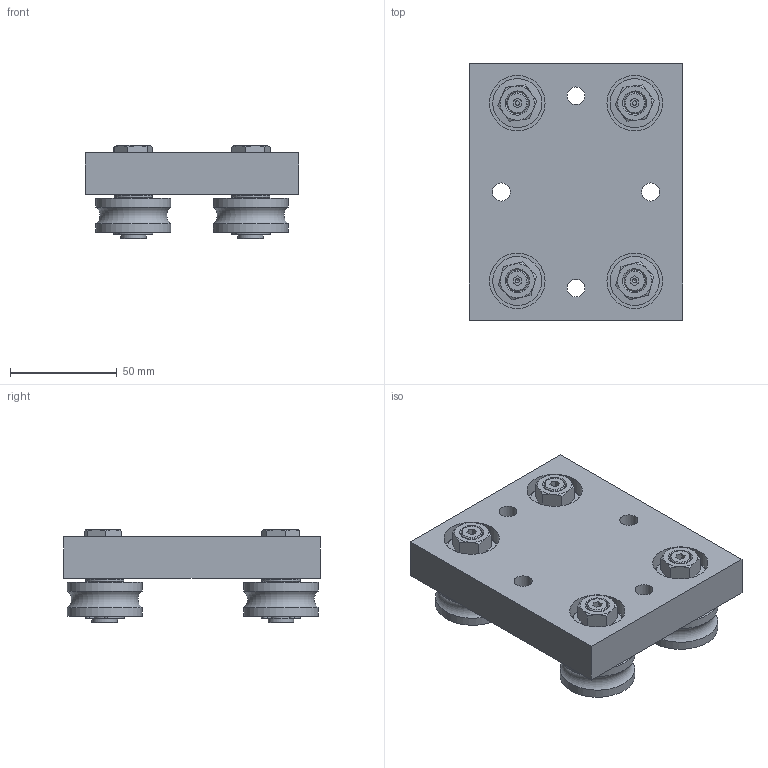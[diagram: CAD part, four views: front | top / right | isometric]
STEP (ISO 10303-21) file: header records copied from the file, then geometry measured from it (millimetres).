
FILE_DESCRIPTION(/* description */ ('CARRO GDS10 60CA00018 L.100 '),/* implementation_level */ '2;1');
FILE_NAME(/* name */ 'GCARO0000240.stp',/* time_stamp */ '2022-07-28T09:24:39+02:00',/* author */ ('tecnico3.vi'),/* organization */ (''),/* preprocessor_version */ 'ST-DEVELOPER v18.1',/* originating_system */ 'Autodesk Inventor 2022',/* authorisation */ '');
FILE_SCHEMA (('AUTOMOTIVE_DESIGN { 1 0 10303 214 3 1 1 }'));
Length unit declared in the file: millimetre
Products named in the file (10): 60CA00018-A; 70PF00296-A; 23.535.01C; 70PE00128-A; GRUGD0000066; 70PE00129-A; 80RT00001-A; CMLTA0000001; Dado M10 UNI5588 FE 310-0; CARRA0000007
Assembly tree (15 placements, depth 3):
  60CA00018-A
    70PF00296-A
    23.535.01C  x2
      70PE00128-A
      80RT00001-A
      CMLTA0000001
      CARRA0000007
      Dado M10 UNI5588 FE 310-0
    GRUGD0000066  x2
      70PE00129-A
      80RT00001-A
      CMLTA0000001
      Dado M10 UNI5588 FE 310-0
      CARRA0000007
Bounding box: 100 x 120 x 44 mm (x, y, z)
Volume: 281328.1 mm3; surface area: 78215.2 mm2
Topology: 29 solids, 29 shells, 402 faces, 856 edges, 544 vertices
Faces by surface type: plane 166, cylinder 148, cone 84, torus 4
Full cylindrical faces by diameter (mm): 2 x4, 8.376 x2, 8.5 x2, 10 x16, 10.2 x4, 12 x12, 18 x20, 23 x4, 26 x4, 28 x16, 35 x8
Entity records: 4295 total; most frequent: DIRECTION 740, CARTESIAN_POINT 703, ORIENTED_EDGE 594, AXIS2_PLACEMENT_3D 301, EDGE_CURVE 297, VERTEX_POINT 192, EDGE_LOOP 185, FACE_OUTER_BOUND 141
